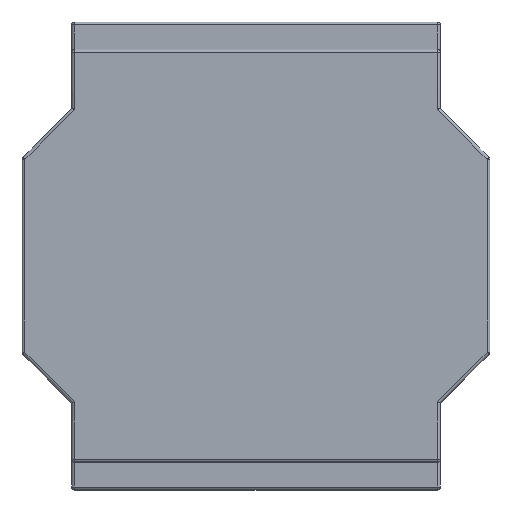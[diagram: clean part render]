
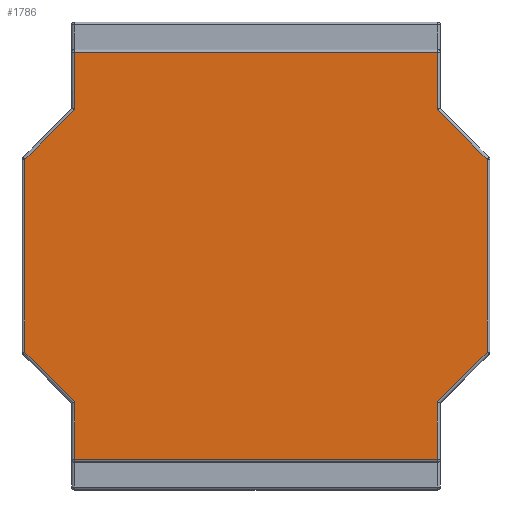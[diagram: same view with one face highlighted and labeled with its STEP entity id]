
A CAD part, top view. The second image highlights one B-rep face of the part: STEP entity #1786.
In plain terms, the highlighted planar face has unit normal (0, 0, 1).
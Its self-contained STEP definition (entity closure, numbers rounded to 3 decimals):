
#1235 = EDGE_CURVE('',#1236,#1238,#1240,.T.);
#1236 = VERTEX_POINT('',#1237);
#1237 = CARTESIAN_POINT('',(-3.1,-4.649,3.7));
#1238 = VERTEX_POINT('',#1239);
#1239 = CARTESIAN_POINT('',(-3.1,-5.63,3.7));
#1240 = LINE('',#1241,#1242);
#1241 = CARTESIAN_POINT('',(-3.1,-2.15,3.7));
#1242 = VECTOR('',#1243,1.);
#1243 = DIRECTION('',(0.,-1.,0.));
#1268 = EDGE_CURVE('',#1269,#1236,#1271,.T.);
#1269 = VERTEX_POINT('',#1270);
#1270 = CARTESIAN_POINT('',(-3.95,-3.799,3.7));
#1271 = LINE('',#1272,#1273);
#1272 = CARTESIAN_POINT('',(-3.95,-3.799,3.7));
#1273 = VECTOR('',#1274,1.);
#1274 = DIRECTION('',(0.707,-0.707,0.));
#1311 = EDGE_CURVE('',#1269,#1312,#1314,.T.);
#1312 = VERTEX_POINT('',#1313);
#1313 = CARTESIAN_POINT('',(-3.95,-0.501,3.7));
#1314 = LINE('',#1315,#1316);
#1315 = CARTESIAN_POINT('',(-3.95,-0.48,3.7));
#1316 = VECTOR('',#1317,1.);
#1317 = DIRECTION('',(0.,1.,0.));
#1360 = EDGE_CURVE('',#1312,#1361,#1363,.T.);
#1361 = VERTEX_POINT('',#1362);
#1362 = CARTESIAN_POINT('',(-3.1,0.349,3.7));
#1363 = LINE('',#1364,#1365);
#1364 = CARTESIAN_POINT('',(-3.115,0.335,3.7));
#1365 = VECTOR('',#1366,1.);
#1366 = DIRECTION('',(0.707,0.707,0.));
#1391 = EDGE_CURVE('',#1361,#1392,#1394,.T.);
#1392 = VERTEX_POINT('',#1393);
#1393 = CARTESIAN_POINT('',(-3.1,1.33,3.7));
#1394 = LINE('',#1395,#1396);
#1395 = CARTESIAN_POINT('',(-3.1,1.38,3.7));
#1396 = VECTOR('',#1397,1.);
#1397 = DIRECTION('',(0.,1.,0.));
#1434 = EDGE_CURVE('',#1392,#1435,#1437,.T.);
#1435 = VERTEX_POINT('',#1436);
#1436 = CARTESIAN_POINT('',(3.1,1.33,3.7));
#1437 = LINE('',#1438,#1439);
#1438 = CARTESIAN_POINT('',(3.15,1.33,3.7));
#1439 = VECTOR('',#1440,1.);
#1440 = DIRECTION('',(1.,0.,0.));
#1483 = EDGE_CURVE('',#1435,#1484,#1486,.T.);
#1484 = VERTEX_POINT('',#1485);
#1485 = CARTESIAN_POINT('',(3.1,0.349,3.7));
#1486 = LINE('',#1487,#1488);
#1487 = CARTESIAN_POINT('',(3.1,0.37,3.7));
#1488 = VECTOR('',#1489,1.);
#1489 = DIRECTION('',(0.,-1.,0.));
#1514 = EDGE_CURVE('',#1484,#1515,#1517,.T.);
#1515 = VERTEX_POINT('',#1516);
#1516 = CARTESIAN_POINT('',(3.95,-0.501,3.7));
#1517 = LINE('',#1518,#1519);
#1518 = CARTESIAN_POINT('',(3.965,-0.515,3.7));
#1519 = VECTOR('',#1520,1.);
#1520 = DIRECTION('',(0.707,-0.707,0.));
#1557 = EDGE_CURVE('',#1515,#1558,#1560,.T.);
#1558 = VERTEX_POINT('',#1559);
#1559 = CARTESIAN_POINT('',(3.95,-3.799,3.7));
#1560 = LINE('',#1561,#1562);
#1561 = CARTESIAN_POINT('',(3.95,-3.82,3.7));
#1562 = VECTOR('',#1563,1.);
#1563 = DIRECTION('',(0.,-1.,0.));
#1606 = EDGE_CURVE('',#1558,#1607,#1609,.T.);
#1607 = VERTEX_POINT('',#1608);
#1608 = CARTESIAN_POINT('',(3.1,-4.649,3.7));
#1609 = LINE('',#1610,#1611);
#1610 = CARTESIAN_POINT('',(3.115,-4.635,3.7));
#1611 = VECTOR('',#1612,1.);
#1612 = DIRECTION('',(-0.707,-0.707,0.));
#1637 = EDGE_CURVE('',#1607,#1638,#1640,.T.);
#1638 = VERTEX_POINT('',#1639);
#1639 = CARTESIAN_POINT('',(3.1,-5.63,3.7));
#1640 = LINE('',#1641,#1642);
#1641 = CARTESIAN_POINT('',(3.1,-5.68,3.7));
#1642 = VECTOR('',#1643,1.);
#1643 = DIRECTION('',(0.,-1.,0.));
#1680 = EDGE_CURVE('',#1638,#1238,#1681,.T.);
#1681 = LINE('',#1682,#1683);
#1682 = CARTESIAN_POINT('',(-3.15,-5.63,3.7));
#1683 = VECTOR('',#1684,1.);
#1684 = DIRECTION('',(-1.,0.,0.));
#1786 = ADVANCED_FACE('',(#1787),#1801,.T.);
#1787 = FACE_BOUND('',#1788,.T.);
#1788 = EDGE_LOOP('',(#1789,#1790,#1791,#1792,#1793,#1794,#1795,#1796,
    #1797,#1798,#1799,#1800));
#1789 = ORIENTED_EDGE('',*,*,#1268,.T.);
#1790 = ORIENTED_EDGE('',*,*,#1235,.T.);
#1791 = ORIENTED_EDGE('',*,*,#1680,.F.);
#1792 = ORIENTED_EDGE('',*,*,#1637,.F.);
#1793 = ORIENTED_EDGE('',*,*,#1606,.F.);
#1794 = ORIENTED_EDGE('',*,*,#1557,.F.);
#1795 = ORIENTED_EDGE('',*,*,#1514,.F.);
#1796 = ORIENTED_EDGE('',*,*,#1483,.F.);
#1797 = ORIENTED_EDGE('',*,*,#1434,.F.);
#1798 = ORIENTED_EDGE('',*,*,#1391,.F.);
#1799 = ORIENTED_EDGE('',*,*,#1360,.F.);
#1800 = ORIENTED_EDGE('',*,*,#1311,.F.);
#1801 = PLANE('',#1802);
#1802 = AXIS2_PLACEMENT_3D('',#1803,#1804,#1805);
#1803 = CARTESIAN_POINT('',(0.,-2.15,3.7));
#1804 = DIRECTION('',(0.,0.,1.));
#1805 = DIRECTION('',(0.,1.,0.));
